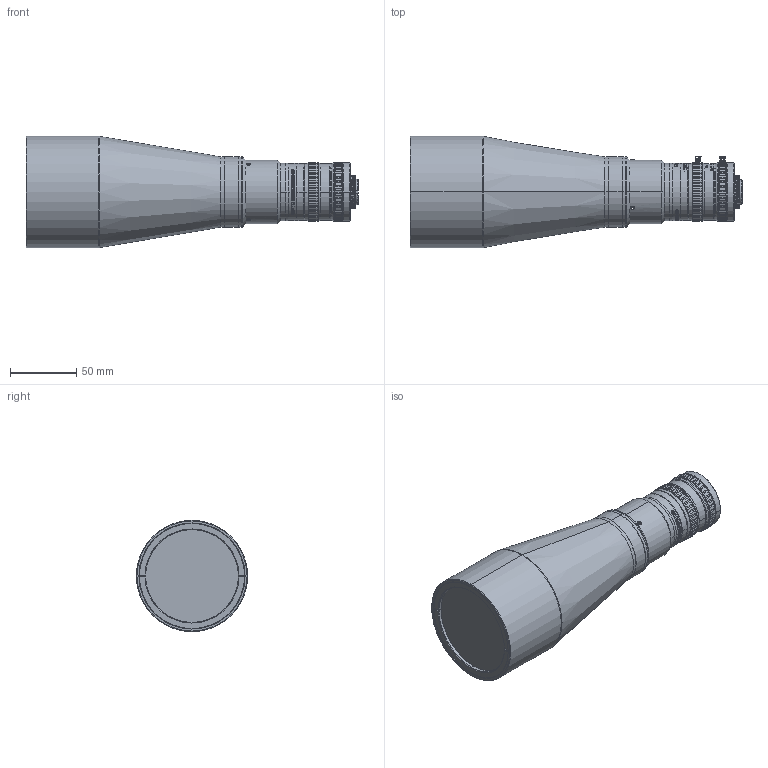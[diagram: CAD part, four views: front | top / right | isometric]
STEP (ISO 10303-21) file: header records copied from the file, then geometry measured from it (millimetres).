
FILE_DESCRIPTION (( 'STEP AP203' ), '1' );
FILE_NAME ('DP33013-A_HCBI013.step', '2023-08-21T14:41:06', ( '' ), ( '' ), 'SwSTEP 2.0', 'SolidWorks 2021', '' );
FILE_SCHEMA (( 'CONFIG_CONTROL_DESIGN' ));
Products named in the file (1): DP33013-A_HCBI013
Bounding box: 250.32 x 84 x 84 mm (x, y, z)
Surface area: 61496.8 mm2 (no closed solid volume)
Topology: 0 solids, 68 shells, 526 faces, 3297 edges, 2821 vertices
Faces by surface type: cylinder 358, plane 80, cone 59, bspline 21, torus 6, sphere 2
Entity records: 40666 total; most frequent: CARTESIAN_POINT 18509, ORIENTED_EDGE 4349, DIRECTION 3630, EDGE_CURVE 3297, VERTEX_POINT 2821, B_SPLINE_CURVE_WITH_KNOTS 1512, AXIS2_PLACEMENT_3D 1339, VECTOR 952
